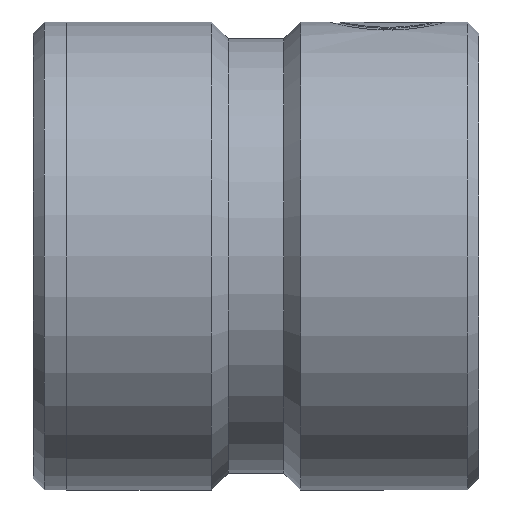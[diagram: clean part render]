
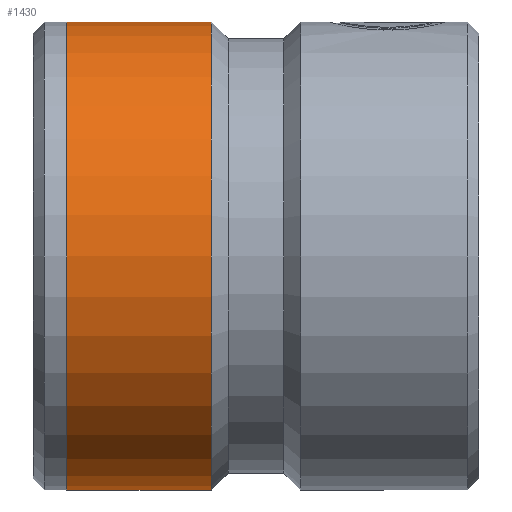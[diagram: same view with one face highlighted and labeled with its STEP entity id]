
A CAD part, left-side view. The second image highlights one B-rep face of the part: STEP entity #1430.
In plain terms, the highlighted cylindrical face has radius 21 mm (diameter 42 mm), a partial arc.
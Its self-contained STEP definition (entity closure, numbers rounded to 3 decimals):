
#17 = DIRECTION ( 'NONE',  ( 0., -1., 0. ) ) ;
#31 = CARTESIAN_POINT ( 'NONE',  ( 0., 24., 0. ) ) ;
#74 = CARTESIAN_POINT ( 'NONE',  ( 0., 37., 21. ) ) ;
#79 = AXIS2_PLACEMENT_3D ( 'NONE', #769, #17, #898 ) ;
#109 = LINE ( 'NONE', #441, #391 ) ;
#113 = FACE_OUTER_BOUND ( 'NONE', #997, .T. ) ;
#123 = LINE ( 'NONE', #1295, #1046 ) ;
#144 = CIRCLE ( 'NONE', #1262, 21. ) ;
#162 = DIRECTION ( 'NONE',  ( 0., 0., -1. ) ) ;
#183 = CARTESIAN_POINT ( 'NONE',  ( 0., 24., -21. ) ) ;
#221 = CARTESIAN_POINT ( 'NONE',  ( 0., 37., -21. ) ) ;
#235 = ORIENTED_EDGE ( 'NONE', *, *, #942, .F. ) ;
#259 = EDGE_CURVE ( 'NONE', #1094, #1078, #123, .T. ) ;
#269 = VERTEX_POINT ( 'NONE', #183 ) ;
#391 = VECTOR ( 'NONE', #564, 1000. ) ;
#433 = DIRECTION ( 'NONE',  ( 0., -1., 0. ) ) ;
#441 = CARTESIAN_POINT ( 'NONE',  ( 0., 0., -21. ) ) ;
#446 = CARTESIAN_POINT ( 'NONE',  ( 0., 37., 0. ) ) ;
#564 = DIRECTION ( 'NONE',  ( 0., -1., 0. ) ) ;
#570 = DIRECTION ( 'NONE',  ( 0., 0., -1. ) ) ;
#688 = CARTESIAN_POINT ( 'NONE',  ( 0., 24., 21. ) ) ;
#735 = CYLINDRICAL_SURFACE ( 'NONE', #79, 21. ) ;
#751 = EDGE_CURVE ( 'NONE', #861, #269, #109, .T. ) ;
#769 = CARTESIAN_POINT ( 'NONE',  ( 0., 0., 0. ) ) ;
#861 = VERTEX_POINT ( 'NONE', #221 ) ;
#898 = DIRECTION ( 'NONE',  ( 0., 0., -1. ) ) ;
#909 = DIRECTION ( 'NONE',  ( 0., -1., 0. ) ) ;
#934 = ORIENTED_EDGE ( 'NONE', *, *, #751, .T. ) ;
#942 = EDGE_CURVE ( 'NONE', #1078, #269, #1529, .T. ) ;
#997 = EDGE_LOOP ( 'NONE', ( #1096, #1029, #934, #235 ) ) ;
#1029 = ORIENTED_EDGE ( 'NONE', *, *, #1370, .T. ) ;
#1046 = VECTOR ( 'NONE', #433, 1000. ) ;
#1078 = VERTEX_POINT ( 'NONE', #688 ) ;
#1094 = VERTEX_POINT ( 'NONE', #74 ) ;
#1096 = ORIENTED_EDGE ( 'NONE', *, *, #259, .F. ) ;
#1160 = AXIS2_PLACEMENT_3D ( 'NONE', #31, #909, #162 ) ;
#1262 = AXIS2_PLACEMENT_3D ( 'NONE', #446, #1311, #570 ) ;
#1295 = CARTESIAN_POINT ( 'NONE',  ( 0., 0., 21. ) ) ;
#1311 = DIRECTION ( 'NONE',  ( 0., -1., 0. ) ) ;
#1370 = EDGE_CURVE ( 'NONE', #1094, #861, #144, .T. ) ;
#1430 = ADVANCED_FACE ( 'NONE', ( #113 ), #735, .T. ) ;
#1529 = CIRCLE ( 'NONE', #1160, 21. ) ;
